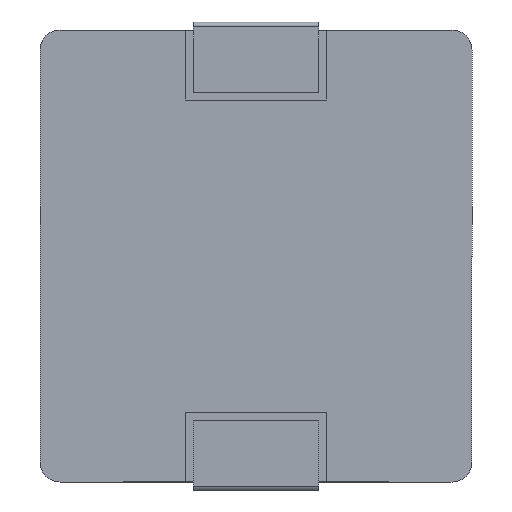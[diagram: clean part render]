
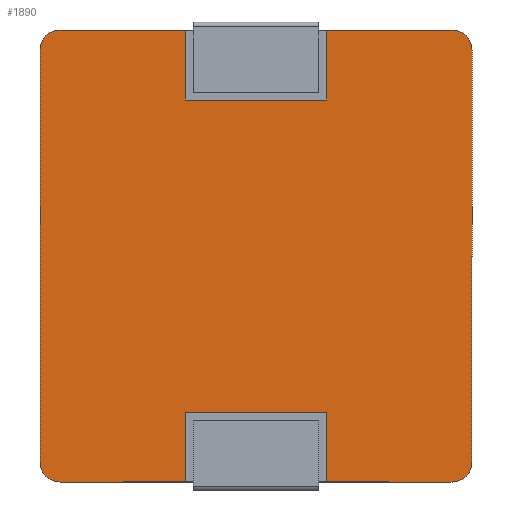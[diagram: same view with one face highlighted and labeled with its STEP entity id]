
A CAD part, front view. The second image highlights one B-rep face of the part: STEP entity #1890.
In plain terms, the highlighted planar face has unit normal (0, -1, 0).
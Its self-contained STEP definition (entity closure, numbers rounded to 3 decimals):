
#18 = ORIENTED_EDGE ( 'NONE', *, *, #2601, .T. ) ;
#94 = VERTEX_POINT ( 'NONE', #102 ) ;
#102 = CARTESIAN_POINT ( 'NONE',  ( -1.765, 0., -3.9 ) ) ;
#105 = VECTOR ( 'NONE', #862, 1000. ) ;
#111 = VERTEX_POINT ( 'NONE', #2987 ) ;
#148 = CARTESIAN_POINT ( 'NONE',  ( 5.4, 0., 5.15 ) ) ;
#182 = CARTESIAN_POINT ( 'NONE',  ( 0., 0., 5.65 ) ) ;
#220 = CARTESIAN_POINT ( 'NONE',  ( 4.9, 0., 5.65 ) ) ;
#225 = EDGE_CURVE ( 'NONE', #3947, #2267, #4115, .T. ) ;
#230 = DIRECTION ( 'NONE',  ( 0., 0., -1. ) ) ;
#242 = ORIENTED_EDGE ( 'NONE', *, *, #2722, .F. ) ;
#266 = FACE_OUTER_BOUND ( 'NONE', #2882, .T. ) ;
#269 = CARTESIAN_POINT ( 'NONE',  ( 0., 0., 0. ) ) ;
#328 = CARTESIAN_POINT ( 'NONE',  ( -4.9, 0., -5.65 ) ) ;
#336 = VERTEX_POINT ( 'NONE', #2728 ) ;
#340 = VERTEX_POINT ( 'NONE', #1153 ) ;
#355 = VERTEX_POINT ( 'NONE', #3008 ) ;
#381 = EDGE_CURVE ( 'NONE', #355, #3712, #4064, .T. ) ;
#418 = DIRECTION ( 'NONE',  ( 0., 0., -1. ) ) ;
#453 = CARTESIAN_POINT ( 'NONE',  ( 1.765, 0., 3.9 ) ) ;
#513 = VECTOR ( 'NONE', #4082, 1000. ) ;
#523 = VECTOR ( 'NONE', #3530, 1000. ) ;
#588 = ORIENTED_EDGE ( 'NONE', *, *, #2681, .T. ) ;
#598 = CARTESIAN_POINT ( 'NONE',  ( -1.765, 0., -5.65 ) ) ;
#691 = DIRECTION ( 'NONE',  ( 0., 0., 1. ) ) ;
#714 = CIRCLE ( 'NONE', #1597, 0.5 ) ;
#721 = AXIS2_PLACEMENT_3D ( 'NONE', #2134, #814, #4085 ) ;
#777 = ORIENTED_EDGE ( 'NONE', *, *, #1306, .T. ) ;
#814 = DIRECTION ( 'NONE',  ( 0., 1., 0. ) ) ;
#829 = EDGE_CURVE ( 'NONE', #3557, #3072, #2639, .T. ) ;
#850 = EDGE_CURVE ( 'NONE', #340, #111, #3234, .T. ) ;
#862 = DIRECTION ( 'NONE',  ( -1., 0., 0. ) ) ;
#895 = ORIENTED_EDGE ( 'NONE', *, *, #381, .F. ) ;
#961 = VECTOR ( 'NONE', #1648, 1000. ) ;
#1009 = LINE ( 'NONE', #2842, #3846 ) ;
#1064 = VERTEX_POINT ( 'NONE', #3312 ) ;
#1105 = ORIENTED_EDGE ( 'NONE', *, *, #1128, .T. ) ;
#1128 = EDGE_CURVE ( 'NONE', #94, #3996, #2181, .T. ) ;
#1153 = CARTESIAN_POINT ( 'NONE',  ( 5.4, 0., -5.15 ) ) ;
#1159 = AXIS2_PLACEMENT_3D ( 'NONE', #2469, #1816, #3045 ) ;
#1235 = CARTESIAN_POINT ( 'NONE',  ( -4.9, 0., 5.65 ) ) ;
#1275 = ORIENTED_EDGE ( 'NONE', *, *, #850, .F. ) ;
#1306 = EDGE_CURVE ( 'NONE', #340, #3072, #1925, .T. ) ;
#1324 = CARTESIAN_POINT ( 'NONE',  ( 1.765, 0., 5.65 ) ) ;
#1408 = DIRECTION ( 'NONE',  ( 0., 1., 0. ) ) ;
#1443 = DIRECTION ( 'NONE',  ( 0., 1., 0. ) ) ;
#1494 = AXIS2_PLACEMENT_3D ( 'NONE', #3021, #1408, #2426 ) ;
#1530 = VECTOR ( 'NONE', #418, 1000. ) ;
#1538 = VECTOR ( 'NONE', #1977, 1000. ) ;
#1597 = AXIS2_PLACEMENT_3D ( 'NONE', #3041, #1443, #3687 ) ;
#1648 = DIRECTION ( 'NONE',  ( 0., 0., -1. ) ) ;
#1666 = LINE ( 'NONE', #3236, #961 ) ;
#1673 = VECTOR ( 'NONE', #2859, 1000. ) ;
#1725 = VERTEX_POINT ( 'NONE', #1324 ) ;
#1774 = ORIENTED_EDGE ( 'NONE', *, *, #3828, .T. ) ;
#1816 = DIRECTION ( 'NONE',  ( 0., 1., 0. ) ) ;
#1820 = VERTEX_POINT ( 'NONE', #2906 ) ;
#1832 = EDGE_CURVE ( 'NONE', #3557, #1725, #3810, .T. ) ;
#1857 = ORIENTED_EDGE ( 'NONE', *, *, #225, .T. ) ;
#1879 = VECTOR ( 'NONE', #3196, 1000. ) ;
#1890 = ADVANCED_FACE ( 'NONE', ( #266 ), #3171, .T. ) ;
#1909 = CARTESIAN_POINT ( 'NONE',  ( 0., 0., -3.9 ) ) ;
#1925 = LINE ( 'NONE', #3572, #513 ) ;
#1952 = ORIENTED_EDGE ( 'NONE', *, *, #3384, .T. ) ;
#1969 = LINE ( 'NONE', #182, #105 ) ;
#1977 = DIRECTION ( 'NONE',  ( -1., 0., 0. ) ) ;
#2058 = ORIENTED_EDGE ( 'NONE', *, *, #3100, .T. ) ;
#2080 = LINE ( 'NONE', #2293, #3498 ) ;
#2089 = EDGE_CURVE ( 'NONE', #355, #1064, #2746, .T. ) ;
#2134 = CARTESIAN_POINT ( 'NONE',  ( 4.9, 0., -5.15 ) ) ;
#2181 = LINE ( 'NONE', #1909, #1673 ) ;
#2250 = CARTESIAN_POINT ( 'NONE',  ( 0., 0., 5.65 ) ) ;
#2267 = VERTEX_POINT ( 'NONE', #3397 ) ;
#2293 = CARTESIAN_POINT ( 'NONE',  ( -1.765, 0., 0. ) ) ;
#2370 = CARTESIAN_POINT ( 'NONE',  ( 1.765, 0., -3.9 ) ) ;
#2399 = CARTESIAN_POINT ( 'NONE',  ( 0., 0., -5.65 ) ) ;
#2426 = DIRECTION ( 'NONE',  ( 0., 0., 1. ) ) ;
#2434 = LINE ( 'NONE', #2399, #3855 ) ;
#2469 = CARTESIAN_POINT ( 'NONE',  ( 4.9, 0., 5.15 ) ) ;
#2493 = ORIENTED_EDGE ( 'NONE', *, *, #2089, .T. ) ;
#2535 = DIRECTION ( 'NONE',  ( 0., -1., 0. ) ) ;
#2540 = VERTEX_POINT ( 'NONE', #328 ) ;
#2601 = EDGE_CURVE ( 'NONE', #1725, #3947, #1666, .T. ) ;
#2626 = VECTOR ( 'NONE', #691, 1000. ) ;
#2639 = CIRCLE ( 'NONE', #1159, 0.5 ) ;
#2681 = EDGE_CURVE ( 'NONE', #2267, #1820, #2080, .T. ) ;
#2712 = CARTESIAN_POINT ( 'NONE',  ( -5.4, 0., 0. ) ) ;
#2722 = EDGE_CURVE ( 'NONE', #2540, #1064, #714, .T. ) ;
#2728 = CARTESIAN_POINT ( 'NONE',  ( 1.765, 0., -5.65 ) ) ;
#2746 = LINE ( 'NONE', #2712, #1530 ) ;
#2842 = CARTESIAN_POINT ( 'NONE',  ( 1.765, 0., 0. ) ) ;
#2856 = CARTESIAN_POINT ( 'NONE',  ( 0., 0., -5.65 ) ) ;
#2859 = DIRECTION ( 'NONE',  ( 1., 0., 0. ) ) ;
#2882 = EDGE_LOOP ( 'NONE', ( #3220, #4104, #18, #1857, #588, #3212, #895, #2493, #242, #1774, #2058, #1105, #3874, #1952, #1275, #777 ) ) ;
#2906 = CARTESIAN_POINT ( 'NONE',  ( -1.765, 0., 5.65 ) ) ;
#2908 = EDGE_CURVE ( 'NONE', #1820, #3712, #1969, .T. ) ;
#2933 = DIRECTION ( 'NONE',  ( 0., 0., 1. ) ) ;
#2987 = CARTESIAN_POINT ( 'NONE',  ( 4.9, 0., -5.65 ) ) ;
#3008 = CARTESIAN_POINT ( 'NONE',  ( -5.4, 0., 5.15 ) ) ;
#3021 = CARTESIAN_POINT ( 'NONE',  ( -4.9, 0., 5.15 ) ) ;
#3036 = DIRECTION ( 'NONE',  ( 1., 0., 0. ) ) ;
#3041 = CARTESIAN_POINT ( 'NONE',  ( -4.9, 0., -5.15 ) ) ;
#3045 = DIRECTION ( 'NONE',  ( 0., 0., 1. ) ) ;
#3055 = EDGE_CURVE ( 'NONE', #3996, #336, #1009, .T. ) ;
#3072 = VERTEX_POINT ( 'NONE', #148 ) ;
#3100 = EDGE_CURVE ( 'NONE', #3581, #94, #3594, .T. ) ;
#3158 = DIRECTION ( 'NONE',  ( 0., 0., -1. ) ) ;
#3171 = PLANE ( 'NONE',  #3896 ) ;
#3196 = DIRECTION ( 'NONE',  ( -1., 0., 0. ) ) ;
#3212 = ORIENTED_EDGE ( 'NONE', *, *, #2908, .T. ) ;
#3220 = ORIENTED_EDGE ( 'NONE', *, *, #829, .F. ) ;
#3234 = CIRCLE ( 'NONE', #721, 0.5 ) ;
#3236 = CARTESIAN_POINT ( 'NONE',  ( 1.765, 0., 0. ) ) ;
#3312 = CARTESIAN_POINT ( 'NONE',  ( -5.4, 0., -5.15 ) ) ;
#3384 = EDGE_CURVE ( 'NONE', #336, #111, #2434, .T. ) ;
#3397 = CARTESIAN_POINT ( 'NONE',  ( -1.765, 0., 3.9 ) ) ;
#3406 = LINE ( 'NONE', #2856, #523 ) ;
#3498 = VECTOR ( 'NONE', #2933, 1000. ) ;
#3530 = DIRECTION ( 'NONE',  ( 1., 0., 0. ) ) ;
#3557 = VERTEX_POINT ( 'NONE', #220 ) ;
#3572 = CARTESIAN_POINT ( 'NONE',  ( 5.4, 0., 0. ) ) ;
#3581 = VERTEX_POINT ( 'NONE', #598 ) ;
#3589 = CARTESIAN_POINT ( 'NONE',  ( -1.765, 0., 0. ) ) ;
#3594 = LINE ( 'NONE', #3589, #2626 ) ;
#3687 = DIRECTION ( 'NONE',  ( 0., 0., 1. ) ) ;
#3712 = VERTEX_POINT ( 'NONE', #1235 ) ;
#3810 = LINE ( 'NONE', #2250, #1879 ) ;
#3828 = EDGE_CURVE ( 'NONE', #2540, #3581, #3406, .T. ) ;
#3846 = VECTOR ( 'NONE', #230, 1000. ) ;
#3855 = VECTOR ( 'NONE', #3036, 1000. ) ;
#3874 = ORIENTED_EDGE ( 'NONE', *, *, #3055, .T. ) ;
#3896 = AXIS2_PLACEMENT_3D ( 'NONE', #269, #2535, #3158 ) ;
#3932 = CARTESIAN_POINT ( 'NONE',  ( 0., 0., 3.9 ) ) ;
#3947 = VERTEX_POINT ( 'NONE', #453 ) ;
#3996 = VERTEX_POINT ( 'NONE', #2370 ) ;
#4064 = CIRCLE ( 'NONE', #1494, 0.5 ) ;
#4082 = DIRECTION ( 'NONE',  ( 0., 0., 1. ) ) ;
#4085 = DIRECTION ( 'NONE',  ( 0., 0., 1. ) ) ;
#4104 = ORIENTED_EDGE ( 'NONE', *, *, #1832, .T. ) ;
#4115 = LINE ( 'NONE', #3932, #1538 ) ;
